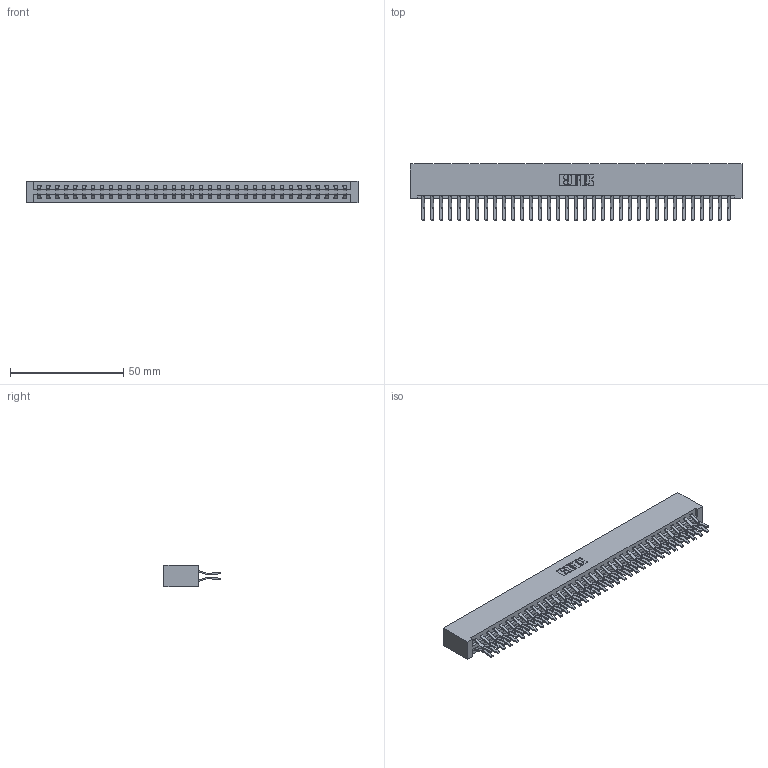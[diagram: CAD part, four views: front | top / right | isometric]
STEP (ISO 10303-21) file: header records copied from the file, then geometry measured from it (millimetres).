
FILE_DESCRIPTION (( 'STEP AP203' ), '1' );
FILE_NAME ('387-070-560-201.STEP', '2018-09-22T17:34:02', ( '' ), ( '' ), 'SwSTEP 2.0', 'SolidWorks 2016', '' );
FILE_SCHEMA (( 'CONFIG_CONTROL_DESIGN' ));
Length unit declared in the file: inch
Products named in the file (3): 337 Part_No Mounting Lugs; 345-292-001_560 Tail; 387-070-560-201
Assembly tree (71 placements, depth 2):
  387-070-560-201
    337 Part_No Mounting Lugs
    345-292-001_560 Tail  x70
Bounding box: 146.56 x 24.78 x 9.4 mm (x, y, z)
Volume: 16571.8 mm3; surface area: 20050.5 mm2
Topology: 71 solids, 71 shells, 4026 faces, 11977 edges, 7890 vertices
Faces by surface type: plane 2726, cylinder 1300
Entity records: 27853 total; most frequent: CARTESIAN_POINT 4698, ORIENTED_EDGE 4634, DIRECTION 4005, EDGE_CURVE 2317, LINE 2193, VECTOR 2193, VERTEX_POINT 1542, AXIS2_PLACEMENT_3D 906
